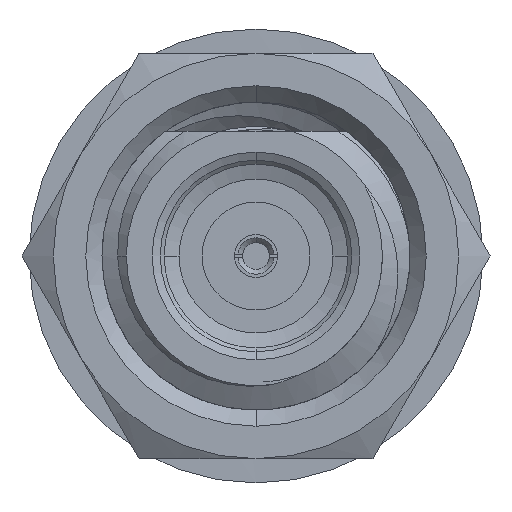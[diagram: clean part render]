
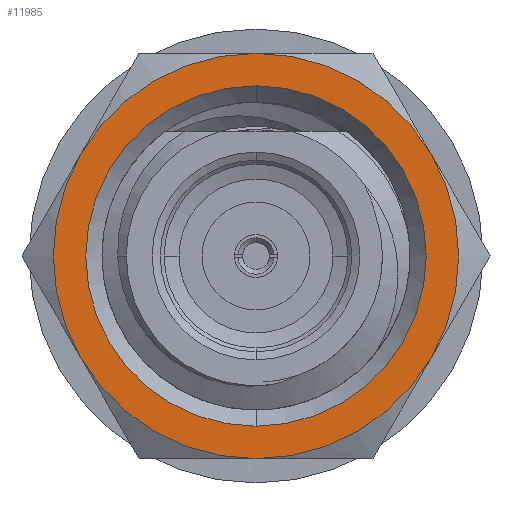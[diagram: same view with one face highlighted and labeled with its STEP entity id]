
A CAD part, left-side view. The second image highlights one B-rep face of the part: STEP entity #11985.
In plain terms, the highlighted planar face has unit normal (-1, 0, 0).
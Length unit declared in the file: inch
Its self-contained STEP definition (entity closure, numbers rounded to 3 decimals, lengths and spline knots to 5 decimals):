
#153 = VERTEX_POINT ( 'NONE', #7452 ) ;
#234 = CARTESIAN_POINT ( 'NONE',  ( 0.046, 0., 0.125 ) ) ;
#857 = DIRECTION ( 'NONE',  ( 0., 0., -1. ) ) ;
#1261 = CARTESIAN_POINT ( 'NONE',  ( 0.046, 0.10825, 0.0625 ) ) ;
#1435 = CARTESIAN_POINT ( 'NONE',  ( 0.046, 0., 0.105 ) ) ;
#1628 = FACE_BOUND ( 'NONE', #10226, .T. ) ;
#1653 = DIRECTION ( 'NONE',  ( 1., 0., 0. ) ) ;
#1726 = CIRCLE ( 'NONE', #15808, 0.125 ) ;
#2173 = EDGE_CURVE ( 'NONE', #15633, #8300, #11046, .T. ) ;
#2290 = DIRECTION ( 'NONE',  ( 0., 0., 1. ) ) ;
#2365 = AXIS2_PLACEMENT_3D ( 'NONE', #9533, #15947, #15864 ) ;
#2774 = AXIS2_PLACEMENT_3D ( 'NONE', #16046, #4386, #3293 ) ;
#3293 = DIRECTION ( 'NONE',  ( 0., 0., 1. ) ) ;
#3421 = CARTESIAN_POINT ( 'NONE',  ( 0.046, 0., 0. ) ) ;
#4386 = DIRECTION ( 'NONE',  ( 1., 0., 0. ) ) ;
#4482 = ORIENTED_EDGE ( 'NONE', *, *, #6507, .F. ) ;
#4606 = EDGE_LOOP ( 'NONE', ( #5232, #5605, #12157, #4482, #9171, #7661 ) ) ;
#4834 = CARTESIAN_POINT ( 'NONE',  ( 0.046, -0.10825, 0.0625 ) ) ;
#4926 = DIRECTION ( 'NONE',  ( 1., 0., 0. ) ) ;
#4927 = CIRCLE ( 'NONE', #5973, 0.125 ) ;
#5107 = EDGE_CURVE ( 'NONE', #10631, #13467, #9690, .T. ) ;
#5232 = ORIENTED_EDGE ( 'NONE', *, *, #12340, .F. ) ;
#5288 = AXIS2_PLACEMENT_3D ( 'NONE', #7955, #16478, #10132 ) ;
#5523 = ORIENTED_EDGE ( 'NONE', *, *, #6380, .T. ) ;
#5605 = ORIENTED_EDGE ( 'NONE', *, *, #8596, .F. ) ;
#5854 = CARTESIAN_POINT ( 'NONE',  ( 0.046, 0., 0. ) ) ;
#5973 = AXIS2_PLACEMENT_3D ( 'NONE', #3421, #4926, #13838 ) ;
#6380 = EDGE_CURVE ( 'NONE', #13467, #10631, #6503, .T. ) ;
#6503 = CIRCLE ( 'NONE', #7577, 0.105 ) ;
#6507 = EDGE_CURVE ( 'NONE', #12796, #13639, #1726, .T. ) ;
#6702 = PLANE ( 'NONE',  #5288 ) ;
#7106 = DIRECTION ( 'NONE',  ( 1., 0., 0. ) ) ;
#7452 = CARTESIAN_POINT ( 'NONE',  ( 0.046, 0.10825, -0.0625 ) ) ;
#7577 = AXIS2_PLACEMENT_3D ( 'NONE', #9954, #8775, #2290 ) ;
#7661 = ORIENTED_EDGE ( 'NONE', *, *, #2173, .F. ) ;
#7955 = CARTESIAN_POINT ( 'NONE',  ( 0.046, 0., 0. ) ) ;
#8097 = CARTESIAN_POINT ( 'NONE',  ( 0.046, -0.10825, -0.0625 ) ) ;
#8300 = VERTEX_POINT ( 'NONE', #4834 ) ;
#8445 = DIRECTION ( 'NONE',  ( 0., 0., -1. ) ) ;
#8596 = EDGE_CURVE ( 'NONE', #153, #10852, #11635, .T. ) ;
#8775 = DIRECTION ( 'NONE',  ( 1., 0., 0. ) ) ;
#9171 = ORIENTED_EDGE ( 'NONE', *, *, #9791, .F. ) ;
#9533 = CARTESIAN_POINT ( 'NONE',  ( 0.046, 0., 0. ) ) ;
#9690 = CIRCLE ( 'NONE', #2774, 0.105 ) ;
#9791 = EDGE_CURVE ( 'NONE', #8300, #12796, #4927, .T. ) ;
#9954 = CARTESIAN_POINT ( 'NONE',  ( 0.046, 0., 0. ) ) ;
#10132 = DIRECTION ( 'NONE',  ( 0., 0., -1. ) ) ;
#10200 = DIRECTION ( 'NONE',  ( 0., 0., -1. ) ) ;
#10226 = EDGE_LOOP ( 'NONE', ( #5523, #14147 ) ) ;
#10516 = CARTESIAN_POINT ( 'NONE',  ( 0.046, 0., -0.105 ) ) ;
#10631 = VERTEX_POINT ( 'NONE', #10516 ) ;
#10852 = VERTEX_POINT ( 'NONE', #1261 ) ;
#10941 = DIRECTION ( 'NONE',  ( 1., 0., 0. ) ) ;
#11046 = CIRCLE ( 'NONE', #13175, 0.125 ) ;
#11199 = CARTESIAN_POINT ( 'NONE',  ( 0.046, 0., 0. ) ) ;
#11539 = DIRECTION ( 'NONE',  ( 1., 0., 0. ) ) ;
#11635 = CIRCLE ( 'NONE', #13750, 0.125 ) ;
#11689 = CIRCLE ( 'NONE', #2365, 0.125 ) ;
#11735 = CARTESIAN_POINT ( 'NONE',  ( 0.046, 0., 0. ) ) ;
#11985 = ADVANCED_FACE ( 'NONE', ( #13040, #1628 ), #6702, .F. ) ;
#12080 = EDGE_CURVE ( 'NONE', #13639, #153, #11689, .T. ) ;
#12157 = ORIENTED_EDGE ( 'NONE', *, *, #12080, .F. ) ;
#12340 = EDGE_CURVE ( 'NONE', #10852, #15633, #13263, .T. ) ;
#12796 = VERTEX_POINT ( 'NONE', #8097 ) ;
#12986 = DIRECTION ( 'NONE',  ( 0., 0., -1. ) ) ;
#13040 = FACE_OUTER_BOUND ( 'NONE', #4606, .T. ) ;
#13175 = AXIS2_PLACEMENT_3D ( 'NONE', #16193, #7106, #857 ) ;
#13263 = CIRCLE ( 'NONE', #15399, 0.125 ) ;
#13467 = VERTEX_POINT ( 'NONE', #1435 ) ;
#13639 = VERTEX_POINT ( 'NONE', #15405 ) ;
#13750 = AXIS2_PLACEMENT_3D ( 'NONE', #11735, #1653, #12986 ) ;
#13838 = DIRECTION ( 'NONE',  ( 0., 0., -1. ) ) ;
#14147 = ORIENTED_EDGE ( 'NONE', *, *, #5107, .T. ) ;
#15399 = AXIS2_PLACEMENT_3D ( 'NONE', #5854, #10941, #8445 ) ;
#15405 = CARTESIAN_POINT ( 'NONE',  ( 0.046, 0., -0.125 ) ) ;
#15633 = VERTEX_POINT ( 'NONE', #234 ) ;
#15808 = AXIS2_PLACEMENT_3D ( 'NONE', #11199, #11539, #10200 ) ;
#15864 = DIRECTION ( 'NONE',  ( 0., 0., -1. ) ) ;
#15947 = DIRECTION ( 'NONE',  ( 1., 0., 0. ) ) ;
#16046 = CARTESIAN_POINT ( 'NONE',  ( 0.046, 0., 0. ) ) ;
#16193 = CARTESIAN_POINT ( 'NONE',  ( 0.046, 0., 0. ) ) ;
#16478 = DIRECTION ( 'NONE',  ( 1., 0., 0. ) ) ;
